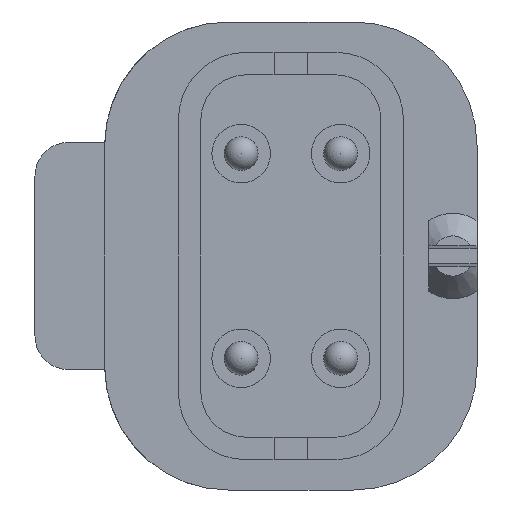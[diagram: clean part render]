
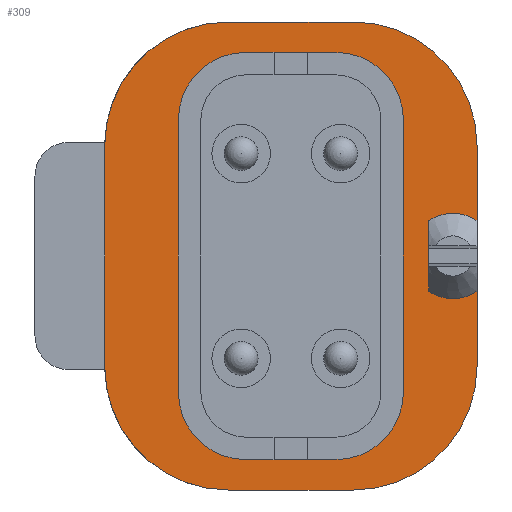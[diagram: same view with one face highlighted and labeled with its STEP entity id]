
A CAD part, left-side view. The second image highlights one B-rep face of the part: STEP entity #309.
In plain terms, the highlighted planar face has unit normal (-1, 0, 0).
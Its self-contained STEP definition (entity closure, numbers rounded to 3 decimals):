
#309 = ADVANCED_FACE( '', ( #653, #654 ), #655, .F. );
#653 = FACE_OUTER_BOUND( '', #1014, .T. );
#654 = FACE_BOUND( '', #1015, .T. );
#655 = PLANE( '', #1016 );
#1014 = EDGE_LOOP( '', ( #1848, #1849, #1850, #1851, #1852, #1853, #1854, #1855, #1856, #1857, #1858, #1859 ) );
#1015 = EDGE_LOOP( '', ( #1860, #1861, #1862, #1863, #1864, #1865, #1866, #1867 ) );
#1016 = AXIS2_PLACEMENT_3D( '', #1868, #1869, #1870 );
#1848 = ORIENTED_EDGE( '', *, *, #2367, .F. );
#1849 = ORIENTED_EDGE( '', *, *, #2101, .F. );
#1850 = ORIENTED_EDGE( '', *, *, #2378, .T. );
#1851 = ORIENTED_EDGE( '', *, *, #2379, .F. );
#1852 = ORIENTED_EDGE( '', *, *, #2380, .F. );
#1853 = ORIENTED_EDGE( '', *, *, #2317, .F. );
#1854 = ORIENTED_EDGE( '', *, *, #2314, .F. );
#1855 = ORIENTED_EDGE( '', *, *, #2169, .F. );
#1856 = ORIENTED_EDGE( '', *, *, #2284, .F. );
#1857 = ORIENTED_EDGE( '', *, *, #2210, .F. );
#1858 = ORIENTED_EDGE( '', *, *, #2269, .F. );
#1859 = ORIENTED_EDGE( '', *, *, #2381, .F. );
#1860 = ORIENTED_EDGE( '', *, *, #2057, .T. );
#1861 = ORIENTED_EDGE( '', *, *, #2174, .T. );
#1862 = ORIENTED_EDGE( '', *, *, #2340, .T. );
#1863 = ORIENTED_EDGE( '', *, *, #2273, .T. );
#1864 = ORIENTED_EDGE( '', *, *, #2323, .T. );
#1865 = ORIENTED_EDGE( '', *, *, #2382, .T. );
#1866 = ORIENTED_EDGE( '', *, *, #2302, .T. );
#1867 = ORIENTED_EDGE( '', *, *, #2349, .T. );
#1868 = CARTESIAN_POINT( '', ( 3.9, -2.775, 4.9 ) );
#1869 = DIRECTION( '', ( 1., 0., 0. ) );
#1870 = DIRECTION( '', ( 0., 0., -1. ) );
#2057 = EDGE_CURVE( '', #2453, #2451, #2454, .T. );
#2101 = EDGE_CURVE( '', #2530, #2532, #2533, .T. );
#2169 = EDGE_CURVE( '', #2640, #2642, #2643, .T. );
#2174 = EDGE_CURVE( '', #2451, #2648, #2650, .T. );
#2210 = EDGE_CURVE( '', #2707, #2708, #2709, .T. );
#2269 = EDGE_CURVE( '', #2786, #2707, #2787, .T. );
#2273 = EDGE_CURVE( '', #2792, #2790, #2793, .T. );
#2284 = EDGE_CURVE( '', #2708, #2640, #2806, .T. );
#2302 = EDGE_CURVE( '', #2833, #2831, #2834, .T. );
#2314 = EDGE_CURVE( '', #2642, #2848, #2849, .T. );
#2317 = EDGE_CURVE( '', #2848, #2852, #2853, .T. );
#2323 = EDGE_CURVE( '', #2790, #2859, #2861, .T. );
#2340 = EDGE_CURVE( '', #2648, #2792, #2879, .T. );
#2349 = EDGE_CURVE( '', #2831, #2453, #2889, .T. );
#2367 = EDGE_CURVE( '', #2532, #2909, #2912, .F. );
#2378 = EDGE_CURVE( '', #2530, #2922, #2923, .T. );
#2379 = EDGE_CURVE( '', #2924, #2922, #2925, .T. );
#2380 = EDGE_CURVE( '', #2852, #2924, #2926, .T. );
#2381 = EDGE_CURVE( '', #2909, #2786, #2927, .T. );
#2382 = EDGE_CURVE( '', #2859, #2833, #2928, .T. );
#2451 = VERTEX_POINT( '', #3014 );
#2453 = VERTEX_POINT( '', #3017 );
#2454 = CIRCLE( '', #3018, 3. );
#2530 = VERTEX_POINT( '', #3127 );
#2532 = VERTEX_POINT( '', #3130 );
#2533 = LINE( '', #3131, #3132 );
#2640 = VERTEX_POINT( '', #3282 );
#2642 = VERTEX_POINT( '', #3285 );
#2643 = LINE( '', #3286, #3287 );
#2648 = VERTEX_POINT( '', #3294 );
#2650 = LINE( '', #3297, #3298 );
#2707 = VERTEX_POINT( '', #3379 );
#2708 = VERTEX_POINT( '', #3380 );
#2709 = LINE( '', #3381, #3382 );
#2786 = VERTEX_POINT( '', #3496 );
#2787 = CIRCLE( '', #3497, 5.5 );
#2790 = VERTEX_POINT( '', #3501 );
#2792 = VERTEX_POINT( '', #3504 );
#2793 = LINE( '', #3505, #3506 );
#2806 = CIRCLE( '', #3524, 5.5 );
#2831 = VERTEX_POINT( '', #3556 );
#2833 = VERTEX_POINT( '', #3559 );
#2834 = CIRCLE( '', #3560, 3. );
#2848 = VERTEX_POINT( '', #3577 );
#2849 = CIRCLE( '', #3578, 5.5 );
#2852 = VERTEX_POINT( '', #3582 );
#2853 = LINE( '', #3583, #3584 );
#2859 = VERTEX_POINT( '', #3591 );
#2861 = CIRCLE( '', #3594, 3. );
#2879 = CIRCLE( '', #3615, 3. );
#2889 = LINE( '', #3627, #3628 );
#2909 = VERTEX_POINT( '', #3651 );
#2912 = CIRCLE( '', #3655, 1.5 );
#2922 = VERTEX_POINT( '', #3667 );
#2923 = CIRCLE( '', #3668, 1.5 );
#2924 = VERTEX_POINT( '', #3669 );
#2925 = LINE( '', #3670, #3671 );
#2926 = CIRCLE( '', #3672, 5.5 );
#2927 = LINE( '', #3673, #3674 );
#2928 = LINE( '', #3675, #3676 );
#3014 = CARTESIAN_POINT( '', ( 3.9, 2., 9.05 ) );
#3017 = CARTESIAN_POINT( '', ( 3.9, 5., 6.05 ) );
#3018 = AXIS2_PLACEMENT_3D( '', #3746, #3747, #3748 );
#3127 = CARTESIAN_POINT( '', ( 3.9, -6.125, 1.046 ) );
#3130 = CARTESIAN_POINT( '', ( 3.9, -6.125, -1.046 ) );
#3131 = CARTESIAN_POINT( '', ( 3.9, -6.125, 5. ) );
#3132 = VECTOR( '', #3796, 1000. );
#3282 = CARTESIAN_POINT( '', ( 3.9, 8.275, -4.9 ) );
#3285 = CARTESIAN_POINT( '', ( 3.9, 8.275, 4.9 ) );
#3286 = CARTESIAN_POINT( '', ( 3.9, 8.275, -4.9 ) );
#3287 = VECTOR( '', #3875, 1000. );
#3294 = CARTESIAN_POINT( '', ( 3.9, -2., 9.05 ) );
#3297 = CARTESIAN_POINT( '', ( 3.9, 2., 9.05 ) );
#3298 = VECTOR( '', #3879, 1000. );
#3379 = CARTESIAN_POINT( '', ( 3.9, -2.775, -10.4 ) );
#3380 = CARTESIAN_POINT( '', ( 3.9, 2.775, -10.4 ) );
#3381 = CARTESIAN_POINT( '', ( 3.9, -2.775, -10.4 ) );
#3382 = VECTOR( '', #3916, 1000. );
#3496 = CARTESIAN_POINT( '', ( 3.9, -8.275, -4.9 ) );
#3497 = AXIS2_PLACEMENT_3D( '', #3976, #3977, #3978 );
#3501 = CARTESIAN_POINT( '', ( 3.9, -5., -6.05 ) );
#3504 = CARTESIAN_POINT( '', ( 3.9, -5., 6.05 ) );
#3505 = CARTESIAN_POINT( '', ( 3.9, -5., 6.05 ) );
#3506 = VECTOR( '', #3981, 1000. );
#3524 = AXIS2_PLACEMENT_3D( '', #3990, #3991, #3992 );
#3556 = CARTESIAN_POINT( '', ( 3.9, 5., -6.05 ) );
#3559 = CARTESIAN_POINT( '', ( 3.9, 2., -9.05 ) );
#3560 = AXIS2_PLACEMENT_3D( '', #4013, #4014, #4015 );
#3577 = CARTESIAN_POINT( '', ( 3.9, 2.775, 10.4 ) );
#3578 = AXIS2_PLACEMENT_3D( '', #4028, #4029, #4030 );
#3582 = CARTESIAN_POINT( '', ( 3.9, -2.775, 10.4 ) );
#3583 = CARTESIAN_POINT( '', ( 3.9, 2.775, 10.4 ) );
#3584 = VECTOR( '', #4032, 1000. );
#3591 = CARTESIAN_POINT( '', ( 3.9, -2., -9.05 ) );
#3594 = AXIS2_PLACEMENT_3D( '', #4038, #4039, #4040 );
#3615 = AXIS2_PLACEMENT_3D( '', #4053, #4054, #4055 );
#3627 = CARTESIAN_POINT( '', ( 3.9, 5., -6.05 ) );
#3628 = VECTOR( '', #4064, 1000. );
#3651 = CARTESIAN_POINT( '', ( 3.9, -8.275, -1.046 ) );
#3655 = AXIS2_PLACEMENT_3D( '', #4084, #4085, #4086 );
#3667 = CARTESIAN_POINT( '', ( 3.9, -8.275, 1.046 ) );
#3668 = AXIS2_PLACEMENT_3D( '', #4092, #4093, #4094 );
#3669 = CARTESIAN_POINT( '', ( 3.9, -8.275, 4.9 ) );
#3670 = CARTESIAN_POINT( '', ( 3.9, -8.275, 4.9 ) );
#3671 = VECTOR( '', #4095, 1000. );
#3672 = AXIS2_PLACEMENT_3D( '', #4096, #4097, #4098 );
#3673 = CARTESIAN_POINT( '', ( 3.9, -8.275, 4.9 ) );
#3674 = VECTOR( '', #4099, 1000. );
#3675 = CARTESIAN_POINT( '', ( 3.9, -2., -9.05 ) );
#3676 = VECTOR( '', #4100, 1000. );
#3746 = CARTESIAN_POINT( '', ( 3.9, 2., 6.05 ) );
#3747 = DIRECTION( '', ( 1., 0., 0. ) );
#3748 = DIRECTION( '', ( 0., 0., -1. ) );
#3796 = DIRECTION( '', ( 0., 0., -1. ) );
#3875 = DIRECTION( '', ( 0., 0., 1. ) );
#3879 = DIRECTION( '', ( 0., -1., 0. ) );
#3916 = DIRECTION( '', ( 0., 1., 0. ) );
#3976 = CARTESIAN_POINT( '', ( 3.9, -2.775, -4.9 ) );
#3977 = DIRECTION( '', ( 1., 0., 0. ) );
#3978 = DIRECTION( '', ( 0., 0., -1. ) );
#3981 = DIRECTION( '', ( 0., 0., -1. ) );
#3990 = CARTESIAN_POINT( '', ( 3.9, 2.775, -4.9 ) );
#3991 = DIRECTION( '', ( 1., 0., 0. ) );
#3992 = DIRECTION( '', ( 0., 0., -1. ) );
#4013 = CARTESIAN_POINT( '', ( 3.9, 2., -6.05 ) );
#4014 = DIRECTION( '', ( 1., 0., 0. ) );
#4015 = DIRECTION( '', ( 0., 0., -1. ) );
#4028 = CARTESIAN_POINT( '', ( 3.9, 2.775, 4.9 ) );
#4029 = DIRECTION( '', ( 1., 0., 0. ) );
#4030 = DIRECTION( '', ( 0., 0., -1. ) );
#4032 = DIRECTION( '', ( 0., -1., 0. ) );
#4038 = CARTESIAN_POINT( '', ( 3.9, -2., -6.05 ) );
#4039 = DIRECTION( '', ( 1., 0., 0. ) );
#4040 = DIRECTION( '', ( 0., 0., -1. ) );
#4053 = CARTESIAN_POINT( '', ( 3.9, -2., 6.05 ) );
#4054 = DIRECTION( '', ( 1., 0., 0. ) );
#4055 = DIRECTION( '', ( 0., 0., -1. ) );
#4064 = DIRECTION( '', ( 0., 0., 1. ) );
#4084 = CARTESIAN_POINT( '', ( 3.9, -7.2, 0. ) );
#4085 = DIRECTION( '', ( 1., 0., 0. ) );
#4086 = DIRECTION( '', ( 0., 0., -1. ) );
#4092 = CARTESIAN_POINT( '', ( 3.9, -7.2, 0. ) );
#4093 = DIRECTION( '', ( 1., 0., 0. ) );
#4094 = DIRECTION( '', ( 0., 0., -1. ) );
#4095 = DIRECTION( '', ( 0., 0., -1. ) );
#4096 = CARTESIAN_POINT( '', ( 3.9, -2.775, 4.9 ) );
#4097 = DIRECTION( '', ( 1., 0., 0. ) );
#4098 = DIRECTION( '', ( 0., 0., -1. ) );
#4099 = DIRECTION( '', ( 0., 0., -1. ) );
#4100 = DIRECTION( '', ( 0., 1., 0. ) );
